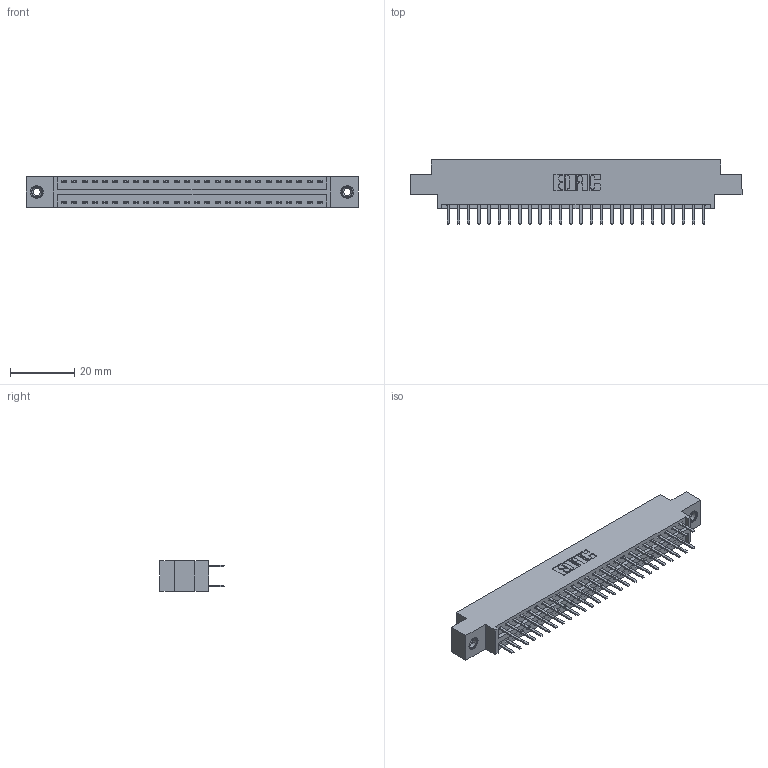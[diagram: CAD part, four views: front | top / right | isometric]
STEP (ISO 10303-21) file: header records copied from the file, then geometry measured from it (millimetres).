
FILE_DESCRIPTION (( 'STEP AP203' ), '1' );
FILE_NAME ('396-052-520-808.STEP', '2019-11-02T07:31:46', ( '' ), ( '' ), 'SwSTEP 2.0', 'SolidWorks 2016', '' );
FILE_SCHEMA (( 'CONFIG_CONTROL_DESIGN' ));
Length unit declared in the file: inch
Products named in the file (4): 346 Part_0.170 Offset - 0.156 Dia-TI; 345-292-001_345-293-120; 345-250-001_345-250-003-102; 396-052-520-808
Assembly tree (55 placements, depth 2):
  396-052-520-808
    346 Part_0.170 Offset - 0.156 Dia-TI
    345-292-001_345-293-120  x52
    345-250-001_345-250-003-102  x2
Bounding box: 103.12 x 20.02 x 9.4 mm (x, y, z)
Volume: 9747.6 mm3; surface area: 13293.4 mm2
Topology: 55 solids, 55 shells, 3098 faces, 8953 edges, 5822 vertices
Faces by surface type: plane 2036, cylinder 1046, cone 12, torus 4
Entity records: 20554 total; most frequent: CARTESIAN_POINT 3407, ORIENTED_EDGE 3322, DIRECTION 3067, EDGE_CURVE 1661, LINE 1401, VECTOR 1401, VERTEX_POINT 1100, AXIS2_PLACEMENT_3D 833
